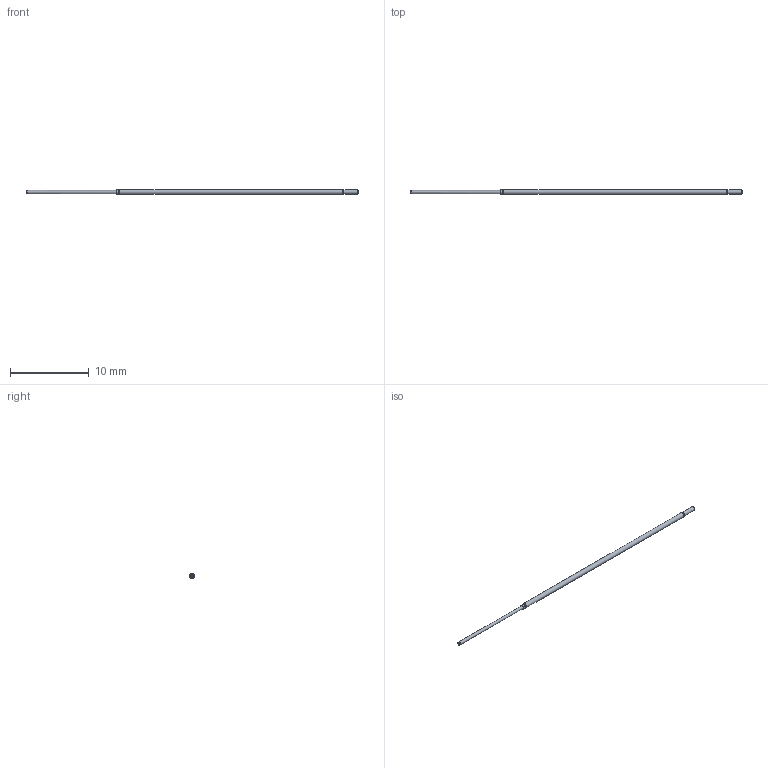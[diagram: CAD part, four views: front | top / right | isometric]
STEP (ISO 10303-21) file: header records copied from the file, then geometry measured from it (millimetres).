
FILE_DESCRIPTION (( 'STEP AP214' ), '1' );
FILE_NAME ('X31-4047.STEP', '2020-10-05T14:20:35', ( '' ), ( '' ), 'SwSTEP 2.0', 'SolidWorks 2019', '' );
FILE_SCHEMA (( 'AUTOMOTIVE_DESIGN' ));
Length unit declared in the file: inch
Products named in the file (1): X31-4047
Bounding box: 42.16 x 0.62 x 0.62 mm (x, y, z)
Volume: 10.4 mm3; surface area: 73.8 mm2
Topology: 1 solids, 1 shells, 56 faces, 138 edges, 85 vertices
Faces by surface type: plane 45, torus 5, cylinder 4, cone 2
Full cylindrical faces by diameter (mm): 0.401 x1, 0.521 x1, 0.523 x1, 0.617 x1
Entity records: 2316 total; most frequent: CARTESIAN_POINT 339, ORIENTED_EDGE 252, DIRECTION 234, EDGE_CURVE 126, VECTOR 84, VERTEX_POINT 84, LINE 84, AXIS2_PLACEMENT_3D 75
